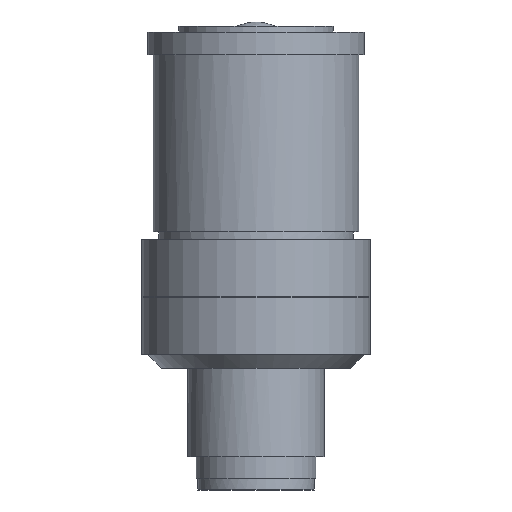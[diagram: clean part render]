
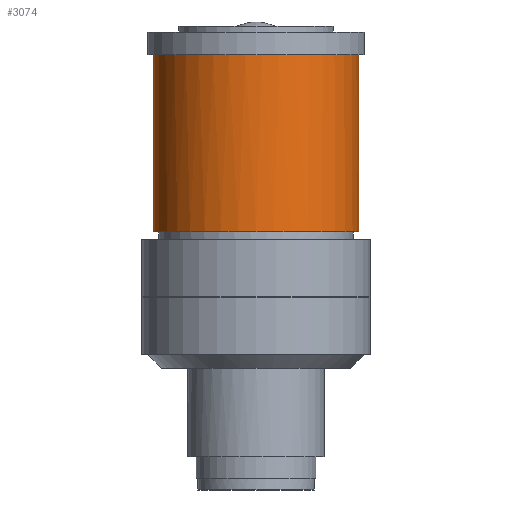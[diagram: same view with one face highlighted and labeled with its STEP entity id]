
A CAD part, front view. The second image highlights one B-rep face of the part: STEP entity #3074.
In plain terms, the highlighted cylindrical face has radius 9 mm (diameter 18 mm), a partial arc.
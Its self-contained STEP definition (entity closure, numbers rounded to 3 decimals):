
#3061=AXIS2_PLACEMENT_3D('Cylinder Axis2P3D',#3058,#3059,#3060) ;
#3065=AXIS2_PLACEMENT_3D('Circle Axis2P3D',#3063,#3064,$) ;
#2796=CARTESIAN_POINT('Vertex',(1.,10.,38.122)) ;
#2800=CARTESIAN_POINT('Control Point',(1.,10.,38.122)) ;
#2801=CARTESIAN_POINT('Control Point',(1.,9.118,38.122)) ;
#2802=CARTESIAN_POINT('Control Point',(1.108,8.236,38.122)) ;
#2803=CARTESIAN_POINT('Control Point',(1.324,7.372,38.122)) ;
#2804=CARTESIAN_POINT('Control Point',(1.963,5.714,38.122)) ;
#2805=CARTESIAN_POINT('Control Point',(2.984,4.26,38.122)) ;
#2806=CARTESIAN_POINT('Control Point',(3.581,3.599,38.122)) ;
#2807=CARTESIAN_POINT('Control Point',(4.925,2.437,38.122)) ;
#2808=CARTESIAN_POINT('Control Point',(6.51,1.634,38.122)) ;
#2809=CARTESIAN_POINT('Control Point',(7.348,1.331,38.122)) ;
#2810=CARTESIAN_POINT('Control Point',(9.081,0.939,38.122)) ;
#2811=CARTESIAN_POINT('Control Point',(10.857,0.975,38.122)) ;
#2812=CARTESIAN_POINT('Control Point',(11.739,1.103,38.122)) ;
#2813=CARTESIAN_POINT('Control Point',(13.453,1.572,38.122)) ;
#2814=CARTESIAN_POINT('Control Point',(15.003,2.44,38.122)) ;
#2815=CARTESIAN_POINT('Control Point',(15.721,2.968,38.122)) ;
#2816=CARTESIAN_POINT('Control Point',(17.012,4.188,38.122)) ;
#2817=CARTESIAN_POINT('Control Point',(17.971,5.683,38.122)) ;
#2818=CARTESIAN_POINT('Control Point',(18.357,6.487,38.122)) ;
#2819=CARTESIAN_POINT('Control Point',(18.756,7.676,38.122)) ;
#2820=CARTESIAN_POINT('Control Point',(18.945,8.909,38.122)) ;
#2821=CARTESIAN_POINT('Control Point',(18.982,9.273,38.122)) ;
#2822=CARTESIAN_POINT('Control Point',(19.,9.636,38.122)) ;
#2823=CARTESIAN_POINT('Control Point',(19.,10.,38.122)) ;
#2824=CARTESIAN_POINT('Vertex',(19.,10.,38.122)) ;
#3025=CARTESIAN_POINT('Line Origine',(19.,10.,30.372)) ;
#3029=CARTESIAN_POINT('Vertex',(19.,10.,22.622)) ;
#3036=CARTESIAN_POINT('Vertex',(1.,10.,22.622)) ;
#3039=CARTESIAN_POINT('Line Origine',(1.,10.,30.372)) ;
#3058=CARTESIAN_POINT('Axis2P3D Location',(10.,10.,30.372)) ;
#3063=CARTESIAN_POINT('Axis2P3D Location',(10.,10.,22.622)) ;
#3026=DIRECTION('Vector Direction',(0.,0.,1.)) ;
#3040=DIRECTION('Vector Direction',(0.,0.,1.)) ;
#3059=DIRECTION('Axis2P3D Direction',(-0.,0.,1.)) ;
#3060=DIRECTION('Axis2P3D XDirection',(-1.,0.,0.)) ;
#3064=DIRECTION('Axis2P3D Direction',(-0.,0.,1.)) ;
#3027=VECTOR('Line Direction',#3026,1.) ;
#3041=VECTOR('Line Direction',#3040,1.) ;
#3069=ORIENTED_EDGE('',*,*,#3031,.T.) ;
#3070=ORIENTED_EDGE('',*,*,#2826,.F.) ;
#3071=ORIENTED_EDGE('',*,*,#3043,.T.) ;
#3072=ORIENTED_EDGE('',*,*,#3067,.T.) ;
#3074=ADVANCED_FACE('Hauptkoerper',(#3073),#3062,.T.) ;
#2799=B_SPLINE_CURVE_WITH_KNOTS('',5,(#2800,#2801,#2802,#2803,#2804,#2805,#2806,#2807,#2808,#2809,#2810,#2811,#2812,#2813,#2814,#2815,#2816,#2817,#2818,#2819,#2820,#2821,#2822,#2823),.UNSPECIFIED.,.F.,.U.,(6,3,3,3,3,3,3,6),(0.,6.235,12.471,18.706,24.941,31.177,37.412,39.983),.UNSPECIFIED.) ;
#3066=CIRCLE('generated circle',#3065,9.) ;
#3062=CYLINDRICAL_SURFACE('generated cylinder',#3061,9.) ;
#2826=EDGE_CURVE('',#2797,#2825,#2799,.T.) ;
#3031=EDGE_CURVE('',#3030,#2825,#3028,.T.) ;
#3043=EDGE_CURVE('',#2797,#3037,#3042,.F.) ;
#3067=EDGE_CURVE('',#3037,#3030,#3066,.T.) ;
#3068=EDGE_LOOP('',(#3069,#3070,#3071,#3072)) ;
#3073=FACE_OUTER_BOUND('',#3068,.T.) ;
#3028=LINE('Line',#3025,#3027) ;
#3042=LINE('Line',#3039,#3041) ;
#2797=VERTEX_POINT('',#2796) ;
#2825=VERTEX_POINT('',#2824) ;
#3030=VERTEX_POINT('',#3029) ;
#3037=VERTEX_POINT('',#3036) ;
